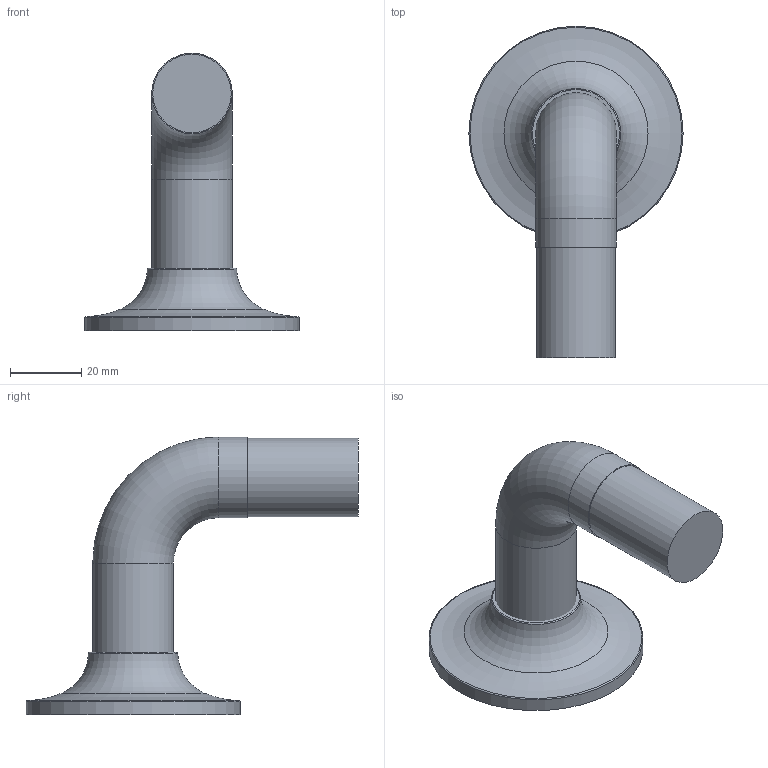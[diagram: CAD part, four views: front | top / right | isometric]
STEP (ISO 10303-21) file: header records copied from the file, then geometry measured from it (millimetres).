
FILE_DESCRIPTION (( 'STEP AP203' ), '1' );
FILE_NAME ('28450809-00.STEP', '2019-07-17T04:41:29', ( '' ), ( '' ), 'SwSTEP 2.0', 'SolidWorks 2017', '' );
FILE_SCHEMA (( 'CONFIG_CONTROL_DESIGN' ));
Length unit declared in the file: millimetre
Products named in the file (4): Planungsmodell_Anschluss-+-09.11.03.121.90-01_K2; Planungsmodell_Haube-+-09.21.02.069.90-01_K1_22 x 31 x 22; 28450809-00; Planungsmodell_Rosette-+-09.27.80.016.90-01_K4_D60x17,50
Assembly tree (3 placements, depth 2):
  28450809-00
    Planungsmodell_Rosette-+-09.27.80.016.90-01_K4_D60x17,50
    Planungsmodell_Anschluss-+-09.11.03.121.90-01_K2
    Planungsmodell_Haube-+-09.21.02.069.90-01_K1_22 x 31 x 22
Bounding box: 60 x 93 x 77.8 mm (x, y, z)
Volume: 63182.9 mm3; surface area: 15820.4 mm2
Topology: 3 solids, 3 shells, 15 faces, 21 edges, 12 vertices
Faces by surface type: plane 6, torus 5, cylinder 4
Full cylindrical faces by diameter (mm): 22 x1, 22.6 x2, 60 x1
Entity records: 688 total; most frequent: DIRECTION 66, CARTESIAN_POINT 45, PERSON_AND_ORGANIZATION 35, AXIS2_PLACEMENT_3D 33, LOCAL_TIME 26, CALENDAR_DATE 26, COORDINATED_UNIVERSAL_TIME_OFFSET 26, DATE_AND_TIME 26
